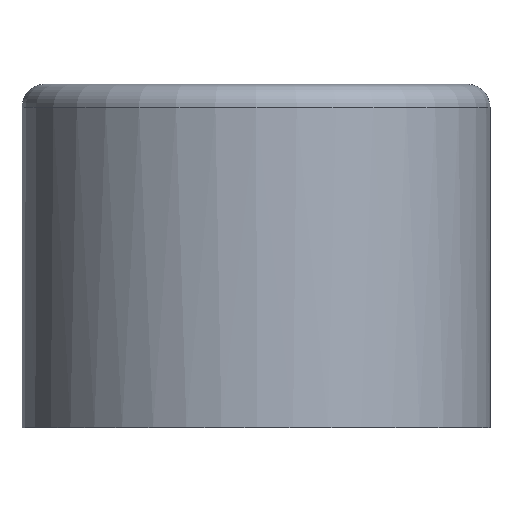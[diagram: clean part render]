
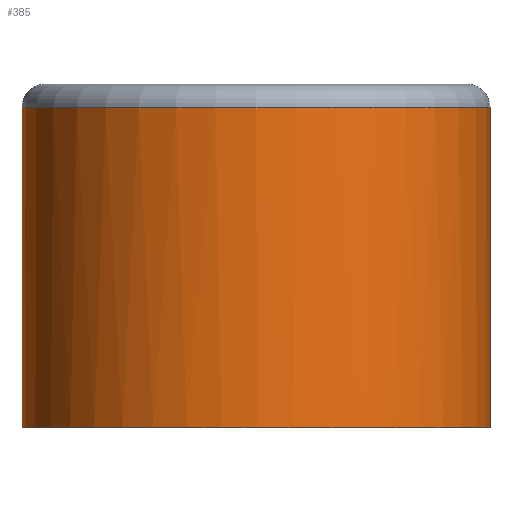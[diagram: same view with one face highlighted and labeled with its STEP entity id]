
A CAD part, front view. The second image highlights one B-rep face of the part: STEP entity #385.
In plain terms, the highlighted cylindrical face has radius 25.55 mm (diameter 51.1 mm), a partial arc.
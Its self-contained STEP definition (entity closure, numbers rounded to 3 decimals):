
#372=AXIS2_PLACEMENT_3D('Cylinder Axis2P3D',#369,#370,#371) ;
#376=AXIS2_PLACEMENT_3D('Circle Axis2P3D',#374,#375,$) ;
#250=CARTESIAN_POINT('Vertex',(51.1,25.55,0.)) ;
#252=CARTESIAN_POINT('Vertex',(0.,25.55,0.)) ;
#256=CARTESIAN_POINT('Control Point',(0.,25.55,0.)) ;
#257=CARTESIAN_POINT('Control Point',(0.,23.074,0.)) ;
#258=CARTESIAN_POINT('Control Point',(0.3,20.597,0.)) ;
#259=CARTESIAN_POINT('Control Point',(0.9,18.17,0.)) ;
#260=CARTESIAN_POINT('Control Point',(2.676,13.508,0.)) ;
#261=CARTESIAN_POINT('Control Point',(5.514,9.405,0.)) ;
#262=CARTESIAN_POINT('Control Point',(7.176,7.536,0.)) ;
#263=CARTESIAN_POINT('Control Point',(10.92,4.239,0.)) ;
#264=CARTESIAN_POINT('Control Point',(15.342,1.93,0.)) ;
#265=CARTESIAN_POINT('Control Point',(17.684,1.051,0.)) ;
#266=CARTESIAN_POINT('Control Point',(22.532,-0.123,0.)) ;
#267=CARTESIAN_POINT('Control Point',(27.521,-0.106,0.)) ;
#268=CARTESIAN_POINT('Control Point',(30.002,0.207,0.)) ;
#269=CARTESIAN_POINT('Control Point',(34.84,1.427,0.)) ;
#270=CARTESIAN_POINT('Control Point',(39.246,3.767,0.)) ;
#271=CARTESIAN_POINT('Control Point',(41.296,5.199,0.)) ;
#272=CARTESIAN_POINT('Control Point',(45.008,8.532,0.)) ;
#273=CARTESIAN_POINT('Control Point',(47.817,12.655,0.)) ;
#274=CARTESIAN_POINT('Control Point',(48.963,14.877,0.)) ;
#275=CARTESIAN_POINT('Control Point',(50.248,18.346,0.)) ;
#276=CARTESIAN_POINT('Control Point',(50.89,21.968,0.)) ;
#277=CARTESIAN_POINT('Control Point',(51.03,23.158,0.)) ;
#278=CARTESIAN_POINT('Control Point',(51.1,24.354,0.)) ;
#279=CARTESIAN_POINT('Control Point',(51.1,25.55,0.)) ;
#343=CARTESIAN_POINT('Line Origine',(51.1,25.55,17.5)) ;
#347=CARTESIAN_POINT('Vertex',(51.1,25.55,35.)) ;
#350=CARTESIAN_POINT('Line Origine',(0.,25.55,17.5)) ;
#354=CARTESIAN_POINT('Vertex',(0.,25.55,35.)) ;
#369=CARTESIAN_POINT('Axis2P3D Location',(25.55,25.55,17.5)) ;
#374=CARTESIAN_POINT('Axis2P3D Location',(25.55,25.55,35.)) ;
#344=DIRECTION('Vector Direction',(0.,0.,1.)) ;
#351=DIRECTION('Vector Direction',(0.,0.,1.)) ;
#370=DIRECTION('Axis2P3D Direction',(0.,0.,1.)) ;
#371=DIRECTION('Axis2P3D XDirection',(-1.,0.,0.)) ;
#375=DIRECTION('Axis2P3D Direction',(0.,0.,1.)) ;
#345=VECTOR('Line Direction',#344,1.) ;
#352=VECTOR('Line Direction',#351,1.) ;
#380=ORIENTED_EDGE('',*,*,#349,.T.) ;
#381=ORIENTED_EDGE('',*,*,#378,.F.) ;
#382=ORIENTED_EDGE('',*,*,#356,.T.) ;
#383=ORIENTED_EDGE('',*,*,#280,.T.) ;
#385=ADVANCED_FACE('Hauptkoerper',(#384),#373,.T.) ;
#255=B_SPLINE_CURVE_WITH_KNOTS('',5,(#256,#257,#258,#259,#260,#261,#262,#263,#264,#265,#266,#267,#268,#269,#270,#271,#272,#273,#274,#275,#276,#277,#278,#279),.UNSPECIFIED.,.F.,.U.,(6,3,3,3,3,3,3,6),(0.,17.51,35.02,52.529,70.039,87.549,105.059,113.515),.UNSPECIFIED.) ;
#377=CIRCLE('generated circle',#376,25.55) ;
#373=CYLINDRICAL_SURFACE('generated cylinder',#372,25.55) ;
#280=EDGE_CURVE('',#253,#251,#255,.T.) ;
#349=EDGE_CURVE('',#251,#348,#346,.T.) ;
#356=EDGE_CURVE('',#355,#253,#353,.F.) ;
#378=EDGE_CURVE('',#355,#348,#377,.T.) ;
#379=EDGE_LOOP('',(#380,#381,#382,#383)) ;
#384=FACE_OUTER_BOUND('',#379,.T.) ;
#346=LINE('Line',#343,#345) ;
#353=LINE('Line',#350,#352) ;
#251=VERTEX_POINT('',#250) ;
#253=VERTEX_POINT('',#252) ;
#348=VERTEX_POINT('',#347) ;
#355=VERTEX_POINT('',#354) ;
